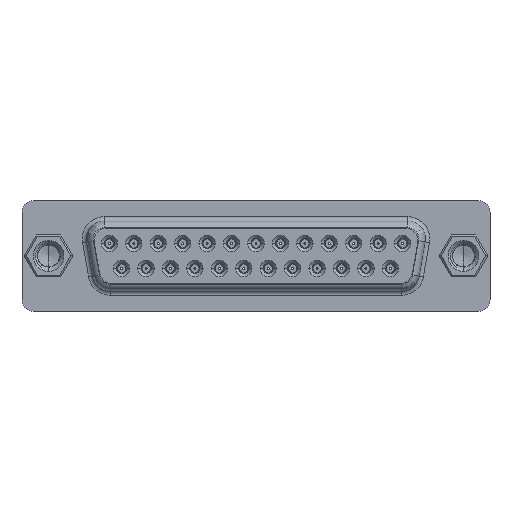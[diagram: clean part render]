
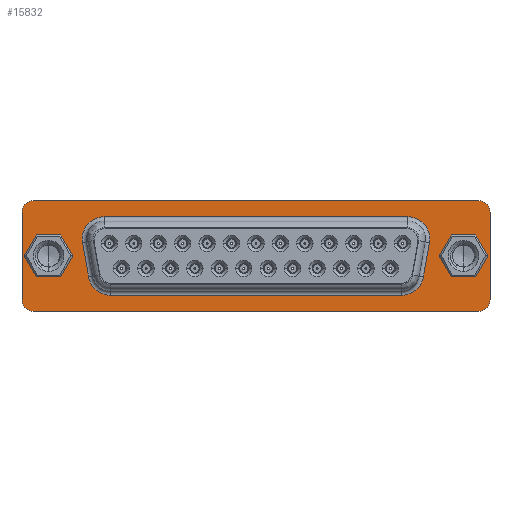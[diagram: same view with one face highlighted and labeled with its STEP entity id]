
A CAD part, top view. The second image highlights one B-rep face of the part: STEP entity #15832.
In plain terms, the highlighted face is planar.
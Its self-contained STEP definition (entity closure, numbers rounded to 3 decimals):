
#14959=CARTESIAN_POINT('',(-23.52,0.2,0.));
#14960=DIRECTION('',(0.,-1.,0.));
#14961=DIRECTION('',(1.,0.,0.));
#14962=AXIS2_PLACEMENT_3D('',#14959,#14960,#14961);
#14964=CARTESIAN_POINT('',(-23.52,0.2,0.));
#14965=DIRECTION('',(0.,-1.,0.));
#14966=DIRECTION('',(-1.,0.,0.));
#14967=AXIS2_PLACEMENT_3D('',#14964,#14965,#14966);
#14969=CARTESIAN_POINT('',(23.52,0.2,0.));
#14970=DIRECTION('',(0.,-1.,0.));
#14971=DIRECTION('',(1.,0.,0.));
#14972=AXIS2_PLACEMENT_3D('',#14969,#14970,#14971);
#14974=CARTESIAN_POINT('',(23.52,0.2,0.));
#14975=DIRECTION('',(0.,-1.,0.));
#14976=DIRECTION('',(-1.,0.,0.));
#14977=AXIS2_PLACEMENT_3D('',#14974,#14975,#14976);
#14979=CARTESIAN_POINT('',(-25.225,0.2,-4.975));
#14980=DIRECTION('',(0.,1.,0.));
#14981=DIRECTION('',(0.,0.,-1.));
#14982=AXIS2_PLACEMENT_3D('',#14979,#14980,#14981);
#14984=DIRECTION('',(-1.,0.,0.));
#14985=VECTOR('',#14984,50.45);
#14986=CARTESIAN_POINT('',(25.225,0.2,-6.275));
#14987=LINE('',#14986,#14985);
#14988=CARTESIAN_POINT('',(25.225,0.2,-4.975));
#14989=DIRECTION('',(0.,1.,0.));
#14990=DIRECTION('',(1.,0.,0.));
#14991=AXIS2_PLACEMENT_3D('',#14988,#14989,#14990);
#14993=DIRECTION('',(0.,0.,-1.));
#14994=VECTOR('',#14993,9.95);
#14995=CARTESIAN_POINT('',(26.525,0.2,4.975));
#14996=LINE('',#14995,#14994);
#14997=CARTESIAN_POINT('',(25.225,0.2,4.975));
#14998=DIRECTION('',(0.,1.,0.));
#14999=DIRECTION('',(0.,0.,1.));
#15000=AXIS2_PLACEMENT_3D('',#14997,#14998,#14999);
#15002=DIRECTION('',(1.,0.,0.));
#15003=VECTOR('',#15002,50.45);
#15004=CARTESIAN_POINT('',(-25.225,0.2,6.275));
#15005=LINE('',#15004,#15003);
#15006=CARTESIAN_POINT('',(-25.225,0.2,4.975));
#15007=DIRECTION('',(0.,1.,0.));
#15008=DIRECTION('',(-1.,0.,0.));
#15009=AXIS2_PLACEMENT_3D('',#15006,#15007,#15008);
#15011=DIRECTION('',(0.,0.,1.));
#15012=VECTOR('',#15011,9.95);
#15013=CARTESIAN_POINT('',(-26.525,0.2,-4.975));
#15014=LINE('',#15013,#15012);
#15015=DIRECTION('',(1.,0.,0.));
#15016=VECTOR('',#15015,33.025);
#15017=CARTESIAN_POINT('',(-16.512,0.2,4.45));
#15018=LINE('',#15017,#15016);
#15019=CARTESIAN_POINT('',(16.512,0.2,1.95));
#15020=DIRECTION('',(0.,1.,0.));
#15021=DIRECTION('',(0.,0.,1.));
#15022=AXIS2_PLACEMENT_3D('',#15019,#15020,#15021);
#15024=DIRECTION('',(0.174,0.,-0.985));
#15025=VECTOR('',#15024,3.96);
#15026=CARTESIAN_POINT('',(18.974,0.2,2.384));
#15027=LINE('',#15026,#15025);
#15028=CARTESIAN_POINT('',(17.2,0.2,-1.95));
#15029=DIRECTION('',(0.,1.,0.));
#15030=DIRECTION('',(0.985,0.,0.174));
#15031=AXIS2_PLACEMENT_3D('',#15028,#15029,#15030);
#15033=DIRECTION('',(-1.,0.,0.));
#15034=VECTOR('',#15033,34.4);
#15035=CARTESIAN_POINT('',(17.2,0.2,-4.45));
#15036=LINE('',#15035,#15034);
#15037=CARTESIAN_POINT('',(-17.2,0.2,-1.95));
#15038=DIRECTION('',(0.,1.,0.));
#15039=DIRECTION('',(0.,0.,-1.));
#15040=AXIS2_PLACEMENT_3D('',#15037,#15038,#15039);
#15042=DIRECTION('',(0.174,0.,0.985));
#15043=VECTOR('',#15042,3.96);
#15044=CARTESIAN_POINT('',(-19.662,0.2,-1.516));
#15045=LINE('',#15044,#15043);
#15046=CARTESIAN_POINT('',(-16.512,0.2,1.95));
#15047=DIRECTION('',(0.,1.,0.));
#15048=DIRECTION('',(-0.985,0.,0.174));
#15049=AXIS2_PLACEMENT_3D('',#15046,#15047,#15048);
#15547=CARTESIAN_POINT('',(-21.52,0.2,0.));
#15548=CARTESIAN_POINT('',(-25.52,0.2,0.));
#15549=VERTEX_POINT('',#15547);
#15550=VERTEX_POINT('',#15548);
#15551=CARTESIAN_POINT('',(25.52,0.2,0.));
#15552=CARTESIAN_POINT('',(21.52,0.2,0.));
#15553=VERTEX_POINT('',#15551);
#15554=VERTEX_POINT('',#15552);
#15555=CARTESIAN_POINT('',(-25.225,0.2,-6.275));
#15556=CARTESIAN_POINT('',(-26.525,0.2,-4.975));
#15557=VERTEX_POINT('',#15555);
#15558=VERTEX_POINT('',#15556);
#15559=CARTESIAN_POINT('',(-26.525,0.2,4.975));
#15560=VERTEX_POINT('',#15559);
#15561=CARTESIAN_POINT('',(-25.225,0.2,6.275));
#15562=VERTEX_POINT('',#15561);
#15563=CARTESIAN_POINT('',(25.225,0.2,6.275));
#15564=VERTEX_POINT('',#15563);
#15565=CARTESIAN_POINT('',(26.525,0.2,4.975));
#15566=VERTEX_POINT('',#15565);
#15567=CARTESIAN_POINT('',(26.525,0.2,-4.975));
#15568=VERTEX_POINT('',#15567);
#15569=CARTESIAN_POINT('',(25.225,0.2,-6.275));
#15570=VERTEX_POINT('',#15569);
#15603=CARTESIAN_POINT('',(-16.512,0.2,4.45));
#15604=CARTESIAN_POINT('',(16.512,0.2,4.45));
#15605=VERTEX_POINT('',#15603);
#15606=VERTEX_POINT('',#15604);
#15611=CARTESIAN_POINT('',(18.974,0.2,2.384));
#15612=VERTEX_POINT('',#15611);
#15615=CARTESIAN_POINT('',(19.662,0.2,-1.516));
#15616=VERTEX_POINT('',#15615);
#15619=CARTESIAN_POINT('',(17.2,0.2,-4.45));
#15620=VERTEX_POINT('',#15619);
#15623=CARTESIAN_POINT('',(-17.2,0.2,-4.45));
#15624=VERTEX_POINT('',#15623);
#15627=CARTESIAN_POINT('',(-19.662,0.2,-1.516));
#15628=VERTEX_POINT('',#15627);
#15631=CARTESIAN_POINT('',(-18.974,0.2,2.384));
#15632=VERTEX_POINT('',#15631);
#15781=CARTESIAN_POINT('',(0.,0.2,0.));
#15782=DIRECTION('',(0.,1.,0.));
#15783=DIRECTION('',(1.,0.,0.));
#15784=AXIS2_PLACEMENT_3D('',#15781,#15782,#15783);
#15785=PLANE('',#15784);
#15787=ORIENTED_EDGE('',*,*,#15786,.F.);
#15789=ORIENTED_EDGE('',*,*,#15788,.F.);
#15791=ORIENTED_EDGE('',*,*,#15790,.F.);
#15793=ORIENTED_EDGE('',*,*,#15792,.F.);
#15795=ORIENTED_EDGE('',*,*,#15794,.F.);
#15797=ORIENTED_EDGE('',*,*,#15796,.F.);
#15799=ORIENTED_EDGE('',*,*,#15798,.F.);
#15801=ORIENTED_EDGE('',*,*,#15800,.F.);
#15802=EDGE_LOOP('',(#15787,#15789,#15791,#15793,#15795,#15797,#15799,#15801));
#15803=FACE_OUTER_BOUND('',#15802,.F.);
#15805=ORIENTED_EDGE('',*,*,#15804,.F.);
#15807=ORIENTED_EDGE('',*,*,#15806,.F.);
#15808=EDGE_LOOP('',(#15805,#15807));
#15809=FACE_BOUND('',#15808,.F.);
#15810=ORIENTED_EDGE('',*,*,#15761,.F.);
#15811=ORIENTED_EDGE('',*,*,#15775,.F.);
#15812=EDGE_LOOP('',(#15810,#15811));
#15813=FACE_BOUND('',#15812,.F.);
#15815=ORIENTED_EDGE('',*,*,#15814,.T.);
#15817=ORIENTED_EDGE('',*,*,#15816,.T.);
#15819=ORIENTED_EDGE('',*,*,#15818,.T.);
#15821=ORIENTED_EDGE('',*,*,#15820,.T.);
#15823=ORIENTED_EDGE('',*,*,#15822,.T.);
#15825=ORIENTED_EDGE('',*,*,#15824,.T.);
#15827=ORIENTED_EDGE('',*,*,#15826,.T.);
#15829=ORIENTED_EDGE('',*,*,#15828,.T.);
#15830=EDGE_LOOP('',(#15815,#15817,#15819,#15821,#15823,#15825,#15827,#15829));
#15831=FACE_BOUND('',#15830,.F.);
#14963=CIRCLE('',#14962,2.);
#14968=CIRCLE('',#14967,2.);
#14973=CIRCLE('',#14972,2.);
#14978=CIRCLE('',#14977,2.);
#14983=CIRCLE('',#14982,1.3);
#14992=CIRCLE('',#14991,1.3);
#15001=CIRCLE('',#15000,1.3);
#15010=CIRCLE('',#15009,1.3);
#15023=CIRCLE('',#15022,2.5);
#15032=CIRCLE('',#15031,2.5);
#15041=CIRCLE('',#15040,2.5);
#15050=CIRCLE('',#15049,2.5);
#15761=EDGE_CURVE('',#15549,#15550,#14963,.T.);
#15775=EDGE_CURVE('',#15550,#15549,#14968,.T.);
#15786=EDGE_CURVE('',#15557,#15558,#14983,.T.);
#15788=EDGE_CURVE('',#15570,#15557,#14987,.T.);
#15790=EDGE_CURVE('',#15568,#15570,#14992,.T.);
#15792=EDGE_CURVE('',#15566,#15568,#14996,.T.);
#15794=EDGE_CURVE('',#15564,#15566,#15001,.T.);
#15796=EDGE_CURVE('',#15562,#15564,#15005,.T.);
#15798=EDGE_CURVE('',#15560,#15562,#15010,.T.);
#15800=EDGE_CURVE('',#15558,#15560,#15014,.T.);
#15804=EDGE_CURVE('',#15553,#15554,#14973,.T.);
#15806=EDGE_CURVE('',#15554,#15553,#14978,.T.);
#15814=EDGE_CURVE('',#15605,#15606,#15018,.T.);
#15816=EDGE_CURVE('',#15606,#15612,#15023,.T.);
#15818=EDGE_CURVE('',#15612,#15616,#15027,.T.);
#15820=EDGE_CURVE('',#15616,#15620,#15032,.T.);
#15822=EDGE_CURVE('',#15620,#15624,#15036,.T.);
#15824=EDGE_CURVE('',#15624,#15628,#15041,.T.);
#15826=EDGE_CURVE('',#15628,#15632,#15045,.T.);
#15828=EDGE_CURVE('',#15632,#15605,#15050,.T.);
#15832=ADVANCED_FACE('',(#15803,#15809,#15813,#15831),#15785,.T.);
